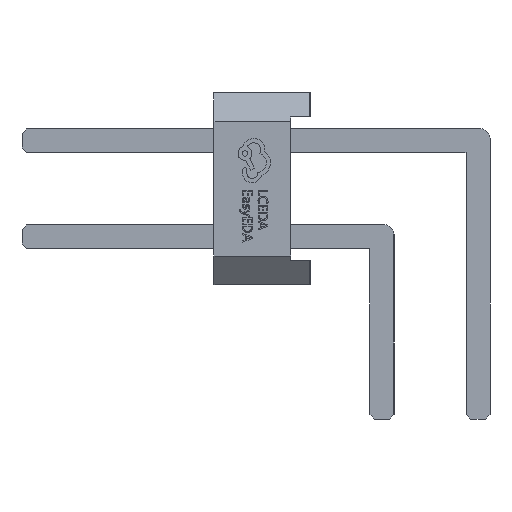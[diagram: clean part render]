
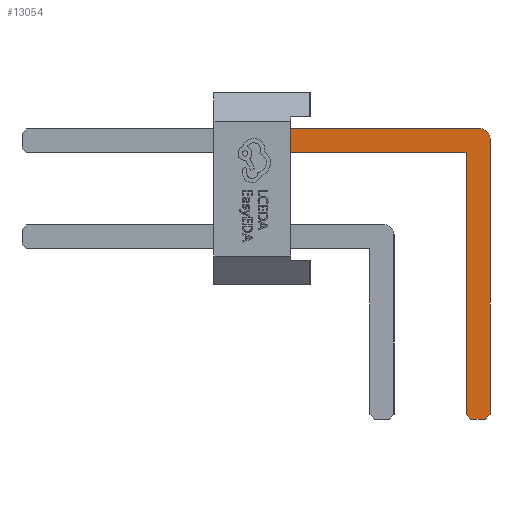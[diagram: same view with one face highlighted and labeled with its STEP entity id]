
A CAD part, left-side view. The second image highlights one B-rep face of the part: STEP entity #13054.
In plain terms, the highlighted planar face has unit normal (-1, 0, 0).
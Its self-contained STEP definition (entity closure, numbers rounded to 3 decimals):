
#187=CIRCLE('',#13828,0.2);
#878=FACE_OUTER_BOUND('',#1618,.T.);
#1618=EDGE_LOOP('',(#10434,#10435,#10436,#10437,#10438,#10439,#10440,#10441,
#10442));
#2327=LINE('',#18512,#3915);
#3024=LINE('',#20003,#4612);
#3027=LINE('',#20009,#4615);
#3030=LINE('',#20015,#4618);
#3033=LINE('',#20021,#4621);
#3036=LINE('',#20027,#4624);
#3039=LINE('',#20032,#4627);
#3040=LINE('',#20033,#4628);
#3915=VECTOR('',#14535,1.);
#4612=VECTOR('',#15970,1.);
#4615=VECTOR('',#15975,1.);
#4618=VECTOR('',#15980,1.);
#4621=VECTOR('',#15985,1.);
#4624=VECTOR('',#15990,1.);
#4627=VECTOR('',#15995,1.);
#4628=VECTOR('',#15996,1.);
#5609=VERTEX_POINT('',#18506);
#5611=VERTEX_POINT('',#18510);
#6032=VERTEX_POINT('',#19993);
#6033=VERTEX_POINT('',#19994);
#6036=VERTEX_POINT('',#20002);
#6038=VERTEX_POINT('',#20008);
#6040=VERTEX_POINT('',#20014);
#6042=VERTEX_POINT('',#20020);
#6044=VERTEX_POINT('',#20026);
#6874=EDGE_CURVE('',#5609,#5611,#2327,.T.);
#7599=EDGE_CURVE('',#6032,#6033,#187,.T.);
#7603=EDGE_CURVE('',#6033,#6036,#3024,.T.);
#7606=EDGE_CURVE('',#6036,#6038,#3027,.T.);
#7609=EDGE_CURVE('',#6038,#6040,#3030,.T.);
#7612=EDGE_CURVE('',#6040,#6042,#3033,.T.);
#7615=EDGE_CURVE('',#6042,#6044,#3036,.T.);
#7618=EDGE_CURVE('',#5609,#6032,#3039,.T.);
#7619=EDGE_CURVE('',#6044,#5611,#3040,.T.);
#10434=ORIENTED_EDGE('',*,*,#7618,.F.);
#10435=ORIENTED_EDGE('',*,*,#6874,.T.);
#10436=ORIENTED_EDGE('',*,*,#7619,.F.);
#10437=ORIENTED_EDGE('',*,*,#7615,.F.);
#10438=ORIENTED_EDGE('',*,*,#7612,.F.);
#10439=ORIENTED_EDGE('',*,*,#7609,.F.);
#10440=ORIENTED_EDGE('',*,*,#7606,.F.);
#10441=ORIENTED_EDGE('',*,*,#7603,.F.);
#10442=ORIENTED_EDGE('',*,*,#7599,.F.);
#12406=PLANE('',#13835);
#13054=ADVANCED_FACE('',(#878),#12406,.F.);
#13828=AXIS2_PLACEMENT_3D('',#19995,#15962,#15963);
#13835=AXIS2_PLACEMENT_3D('',#20031,#15993,#15994);
#14535=DIRECTION('',(0.,0.,-1.));
#15962=DIRECTION('center_axis',(1.,0.,0.));
#15963=DIRECTION('ref_axis',(0.,0.,1.));
#15970=DIRECTION('',(0.,0.,-1.));
#15975=DIRECTION('',(0.,0.707,-0.707));
#15980=DIRECTION('',(0.,1.,0.));
#15985=DIRECTION('',(0.,0.707,0.707));
#15990=DIRECTION('',(0.,0.,1.));
#15993=DIRECTION('center_axis',(1.,0.,0.));
#15994=DIRECTION('ref_axis',(0.,0.,1.));
#15995=DIRECTION('',(0.,-1.,0.));
#15996=DIRECTION('',(0.,1.,0.));
#18506=CARTESIAN_POINT('',(-7.25,2.875,3.05));
#18510=CARTESIAN_POINT('',(-7.25,2.875,2.55));
#18512=CARTESIAN_POINT('',(-7.25,2.875,0.3));
#19993=CARTESIAN_POINT('',(-7.25,-1.075,3.05));
#19994=CARTESIAN_POINT('',(-7.25,-1.275,2.85));
#19995=CARTESIAN_POINT('Origin',(-7.25,-1.075,2.85));
#20002=CARTESIAN_POINT('',(-7.25,-1.275,-2.9));
#20003=CARTESIAN_POINT('',(-7.25,-1.275,2.85));
#20008=CARTESIAN_POINT('',(-7.25,-1.175,-3.));
#20009=CARTESIAN_POINT('',(-7.25,-1.275,-2.9));
#20014=CARTESIAN_POINT('',(-7.25,-0.875,-3.));
#20015=CARTESIAN_POINT('',(-7.25,-1.175,-3.));
#20020=CARTESIAN_POINT('',(-7.25,-0.775,-2.9));
#20021=CARTESIAN_POINT('',(-7.25,-0.875,-3.));
#20026=CARTESIAN_POINT('',(-7.25,-0.775,2.55));
#20027=CARTESIAN_POINT('',(-7.25,-0.775,-2.9));
#20031=CARTESIAN_POINT('Origin',(-7.25,-1.075,2.85));
#20032=CARTESIAN_POINT('',(-7.25,8.375,3.05));
#20033=CARTESIAN_POINT('',(-7.25,-0.775,2.55));
